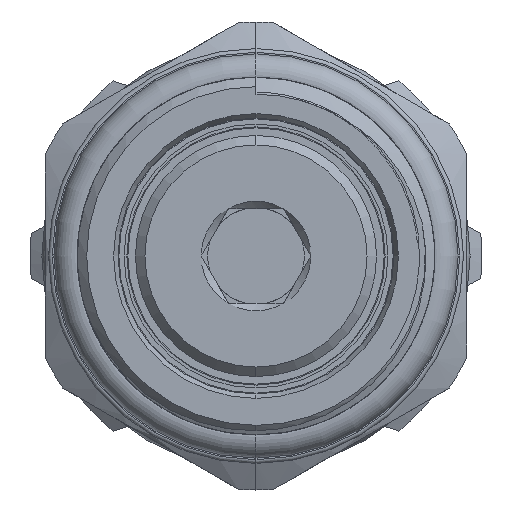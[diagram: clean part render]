
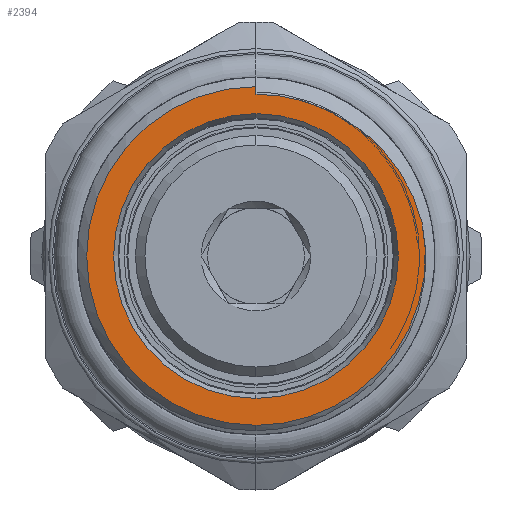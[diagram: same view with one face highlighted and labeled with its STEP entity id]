
A CAD part, left-side view. The second image highlights one B-rep face of the part: STEP entity #2394.
In plain terms, the highlighted planar face has unit normal (-1, 0, 0).
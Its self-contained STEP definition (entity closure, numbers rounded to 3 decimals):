
#99 = EDGE_CURVE ( 'NONE', #8938, #1012, #1504, .T. ) ;
#132 = EDGE_CURVE ( 'NONE', #1025, #1022, #1539, .T. ) ;
#169 = EDGE_CURVE ( 'NONE', #1022, #1025, #1595, .T. ) ;
#193 = EDGE_CURVE ( 'NONE', #1012, #2323, #4367, .T. ) ;
#201 = EDGE_CURVE ( 'NONE', #5388, #1045, #1608, .T. ) ;
#203 = EDGE_CURVE ( 'NONE', #2323, #5388, #4374, .T. ) ;
#204 = EDGE_CURVE ( 'NONE', #1045, #8938, #1618, .T. ) ;
#431 = AXIS2_PLACEMENT_3D ( 'NONE', #992, #991, #989 ) ;
#451 = AXIS2_PLACEMENT_3D ( 'NONE', #6572, #6571, #6569 ) ;
#471 = AXIS2_PLACEMENT_3D ( 'NONE', #6792, #6791, #6787 ) ;
#485 = AXIS2_PLACEMENT_3D ( 'NONE', #7578, #7533, #7634 ) ;
#778 = AXIS2_PLACEMENT_3D ( 'NONE', #2749, #2754, #2755 ) ;
#989 = DIRECTION ( 'NONE',  ( 0., 0., -1. ) ) ;
#991 = DIRECTION ( 'NONE',  ( -1., 0., 0. ) ) ;
#992 = CARTESIAN_POINT ( 'NONE',  ( 0., 0., 0. ) ) ;
#1012 = VERTEX_POINT ( 'NONE', #4441 ) ;
#1022 = VERTEX_POINT ( 'NONE', #4450 ) ;
#1025 = VERTEX_POINT ( 'NONE', #4453 ) ;
#1045 = VERTEX_POINT ( 'NONE', #5277 ) ;
#1116 = EDGE_LOOP ( 'NONE', ( #8323, #8320 ) ) ;
#1150 = EDGE_LOOP ( 'NONE', ( #8327, #8326, #8325, #8324, #8322 ) ) ;
#1504 = CIRCLE ( 'NONE', #431, 8.92 ) ;
#1539 = CIRCLE ( 'NONE', #451, 7.5 ) ;
#1595 = CIRCLE ( 'NONE', #471, 7.5 ) ;
#1608 = LINE ( 'NONE', #7722, #1617 ) ;
#1617 = VECTOR ( 'NONE', #7726, 1000. ) ;
#1618 = CIRCLE ( 'NONE', #485, 8.92 ) ;
#2323 = VERTEX_POINT ( 'NONE', #5518 ) ;
#2394 = ADVANCED_FACE ( 'NONE', ( #9892, #9897 ), #2752, .F. ) ;
#2749 = CARTESIAN_POINT ( 'NONE',  ( 0., 0., 0. ) ) ;
#2752 = PLANE ( 'NONE',  #778 ) ;
#2754 = DIRECTION ( 'NONE',  ( 1., 0., 0. ) ) ;
#2755 = DIRECTION ( 'NONE',  ( 0., 0., -1. ) ) ;
#3011 = CARTESIAN_POINT ( 'NONE',  ( 0., 0., 8.522 ) ) ;
#3285 = CARTESIAN_POINT ( 'NONE',  ( 0., 0., -8.92 ) ) ;
#4367 = B_SPLINE_CURVE_WITH_KNOTS ( 'NONE', 3,
 ( #6474, #6472, #6393, #6392, #6390, #6389, #6388, #6387, #6386, #6385, #6384, #6383 ),
 .UNSPECIFIED., .F., .F.,
 ( 4, 2, 2, 2, 2, 4 ),
 ( 0.013, 0.015, 0.016, 0.016, 0.018, 0.019 ),
 .UNSPECIFIED. ) ;
#4374 = B_SPLINE_CURVE_WITH_KNOTS ( 'NONE', 3,
 ( #7549, #7742, #7674, #7545, #7645, #7656, #7731, #7743, #7567, #7663 ),
 .UNSPECIFIED., .F., .F.,
 ( 4, 2, 2, 2, 4 ),
 ( 0., 0.001, 0.003, 0.004, 0.006 ),
 .UNSPECIFIED. ) ;
#4441 = CARTESIAN_POINT ( 'NONE',  ( 0., -8.748, 1.742 ) ) ;
#4450 = CARTESIAN_POINT ( 'NONE',  ( 0., 0., 7.5 ) ) ;
#4453 = CARTESIAN_POINT ( 'NONE',  ( 0., 0., -7.5 ) ) ;
#5277 = CARTESIAN_POINT ( 'NONE',  ( 0., 0., 8.92 ) ) ;
#5388 = VERTEX_POINT ( 'NONE', #3011 ) ;
#5518 = CARTESIAN_POINT ( 'NONE',  ( 0., -5.414, 6.711 ) ) ;
#6383 = CARTESIAN_POINT ( 'NONE',  ( 0., -5.414, 6.711 ) ) ;
#6384 = CARTESIAN_POINT ( 'NONE',  ( 0., -5.83, 6.41 ) ) ;
#6385 = CARTESIAN_POINT ( 'NONE',  ( 0., -6.217, 6.072 ) ) ;
#6386 = CARTESIAN_POINT ( 'NONE',  ( 0., -6.926, 5.333 ) ) ;
#6387 = CARTESIAN_POINT ( 'NONE',  ( 0., -7.242, 4.938 ) ) ;
#6388 = CARTESIAN_POINT ( 'NONE',  ( 0., -7.661, 4.306 ) ) ;
#6389 = CARTESIAN_POINT ( 'NONE',  ( 0., -7.792, 4.089 ) ) ;
#6390 = CARTESIAN_POINT ( 'NONE',  ( 0., -8.036, 3.644 ) ) ;
#6392 = CARTESIAN_POINT ( 'NONE',  ( 0., -8.15, 3.414 ) ) ;
#6393 = CARTESIAN_POINT ( 'NONE',  ( 0., -8.46, 2.712 ) ) ;
#6472 = CARTESIAN_POINT ( 'NONE',  ( 0., -8.625, 2.233 ) ) ;
#6474 = CARTESIAN_POINT ( 'NONE',  ( 0., -8.748, 1.742 ) ) ;
#6569 = DIRECTION ( 'NONE',  ( 0., 0., 1. ) ) ;
#6571 = DIRECTION ( 'NONE',  ( -1., 0., 0. ) ) ;
#6572 = CARTESIAN_POINT ( 'NONE',  ( 0., 0., 0. ) ) ;
#6787 = DIRECTION ( 'NONE',  ( 0., 0., 1. ) ) ;
#6791 = DIRECTION ( 'NONE',  ( -1., 0., 0. ) ) ;
#6792 = CARTESIAN_POINT ( 'NONE',  ( 0., 0., 0. ) ) ;
#7533 = DIRECTION ( 'NONE',  ( -1., 0., 0. ) ) ;
#7545 = CARTESIAN_POINT ( 'NONE',  ( 0., -3.756, 7.703 ) ) ;
#7549 = CARTESIAN_POINT ( 'NONE',  ( 0., -5.414, 6.711 ) ) ;
#7567 = CARTESIAN_POINT ( 'NONE',  ( 0., -0.485, 8.522 ) ) ;
#7578 = CARTESIAN_POINT ( 'NONE',  ( 0., 0., 0. ) ) ;
#7634 = DIRECTION ( 'NONE',  ( 0., 0., -1. ) ) ;
#7645 = CARTESIAN_POINT ( 'NONE',  ( 0., -3.309, 7.896 ) ) ;
#7656 = CARTESIAN_POINT ( 'NONE',  ( 0., -2.394, 8.205 ) ) ;
#7663 = CARTESIAN_POINT ( 'NONE',  ( 0., 0., 8.522 ) ) ;
#7674 = CARTESIAN_POINT ( 'NONE',  ( 0., -4.611, 7.253 ) ) ;
#7722 = CARTESIAN_POINT ( 'NONE',  ( 0., 0., 0. ) ) ;
#7726 = DIRECTION ( 'NONE',  ( 0., 0., 1. ) ) ;
#7731 = CARTESIAN_POINT ( 'NONE',  ( 0., -1.922, 8.324 ) ) ;
#7742 = CARTESIAN_POINT ( 'NONE',  ( 0., -5.021, 6.995 ) ) ;
#7743 = CARTESIAN_POINT ( 'NONE',  ( 0., -0.966, 8.482 ) ) ;
#8320 = ORIENTED_EDGE ( 'NONE', *, *, #132, .F. ) ;
#8322 = ORIENTED_EDGE ( 'NONE', *, *, #193, .T. ) ;
#8323 = ORIENTED_EDGE ( 'NONE', *, *, #169, .F. ) ;
#8324 = ORIENTED_EDGE ( 'NONE', *, *, #99, .T. ) ;
#8325 = ORIENTED_EDGE ( 'NONE', *, *, #204, .T. ) ;
#8326 = ORIENTED_EDGE ( 'NONE', *, *, #201, .T. ) ;
#8327 = ORIENTED_EDGE ( 'NONE', *, *, #203, .T. ) ;
#8938 = VERTEX_POINT ( 'NONE', #3285 ) ;
#9892 = FACE_OUTER_BOUND ( 'NONE', #1150, .T. ) ;
#9897 = FACE_BOUND ( 'NONE', #1116, .T. ) ;
